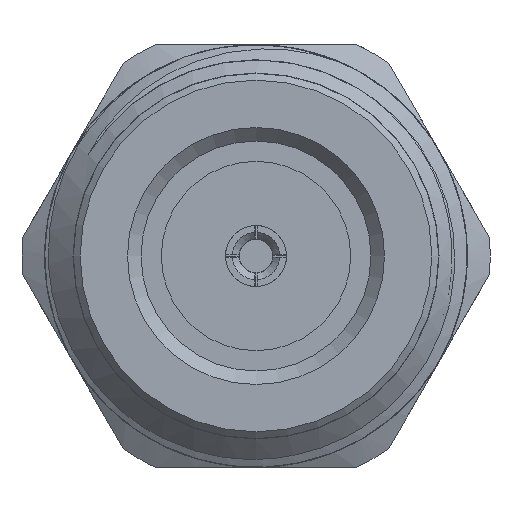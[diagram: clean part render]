
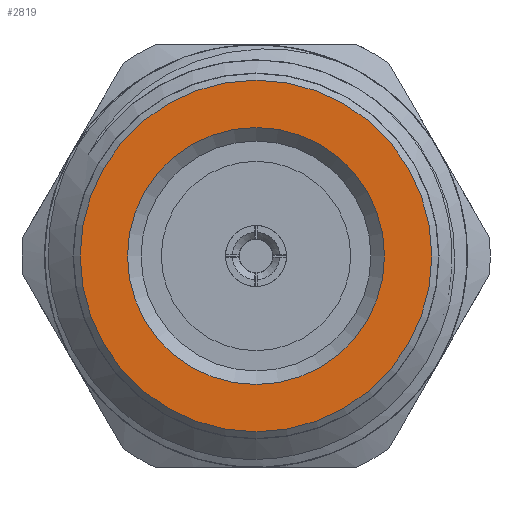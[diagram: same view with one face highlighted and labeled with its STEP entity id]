
A CAD part, left-side view. The second image highlights one B-rep face of the part: STEP entity #2819.
In plain terms, the highlighted planar face has unit normal (-1, 0, 0).
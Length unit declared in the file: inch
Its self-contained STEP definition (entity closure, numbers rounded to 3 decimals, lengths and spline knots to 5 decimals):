
#1833 = VERTEX_POINT ( 'NONE', #2639 ) ;
#1866 = CARTESIAN_POINT ( 'NONE',  ( 0., 0., 0. ) ) ;
#2018 = DIRECTION ( 'NONE',  ( -1., 0., 0. ) ) ;
#2639 = CARTESIAN_POINT ( 'NONE',  ( 0., 0., 0.19 ) ) ;
#2819 = ADVANCED_FACE ( 'NONE', ( #10066, #10517 ), #6102, .T. ) ;
#2827 = DIRECTION ( 'NONE',  ( 1., 0., 0. ) ) ;
#3741 = DIRECTION ( 'NONE',  ( 0., 0., 1. ) ) ;
#3969 = DIRECTION ( 'NONE',  ( 0., 0., 1. ) ) ;
#4141 = EDGE_CURVE ( 'NONE', #1833, #1833, #10688, .T. ) ;
#5023 = DIRECTION ( 'NONE',  ( 0., 0., -1. ) ) ;
#5414 = CARTESIAN_POINT ( 'NONE',  ( 0., 0., 0. ) ) ;
#5786 = VERTEX_POINT ( 'NONE', #7317 ) ;
#5962 = CARTESIAN_POINT ( 'NONE',  ( 0., 0., 0. ) ) ;
#6102 = PLANE ( 'NONE',  #11863 ) ;
#6538 = EDGE_CURVE ( 'NONE', #5786, #5786, #8273, .T. ) ;
#7317 = CARTESIAN_POINT ( 'NONE',  ( 0., 0., -0.26 ) ) ;
#8273 = CIRCLE ( 'NONE', #9565, 0.26 ) ;
#9071 = ORIENTED_EDGE ( 'NONE', *, *, #6538, .F. ) ;
#9565 = AXIS2_PLACEMENT_3D ( 'NONE', #5962, #2827, #5023 ) ;
#10066 = FACE_BOUND ( 'NONE', #11916, .T. ) ;
#10491 = AXIS2_PLACEMENT_3D ( 'NONE', #1866, #11973, #3741 ) ;
#10517 = FACE_OUTER_BOUND ( 'NONE', #10544, .T. ) ;
#10544 = EDGE_LOOP ( 'NONE', ( #9071 ) ) ;
#10587 = ORIENTED_EDGE ( 'NONE', *, *, #4141, .T. ) ;
#10688 = CIRCLE ( 'NONE', #10491, 0.19 ) ;
#11863 = AXIS2_PLACEMENT_3D ( 'NONE', #5414, #2018, #3969 ) ;
#11916 = EDGE_LOOP ( 'NONE', ( #10587 ) ) ;
#11973 = DIRECTION ( 'NONE',  ( 1., 0., 0. ) ) ;
